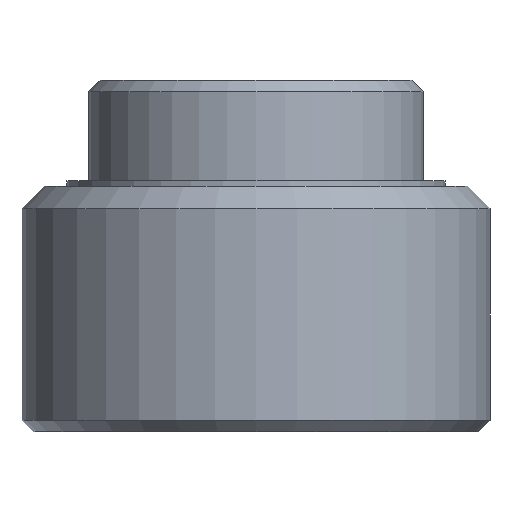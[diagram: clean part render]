
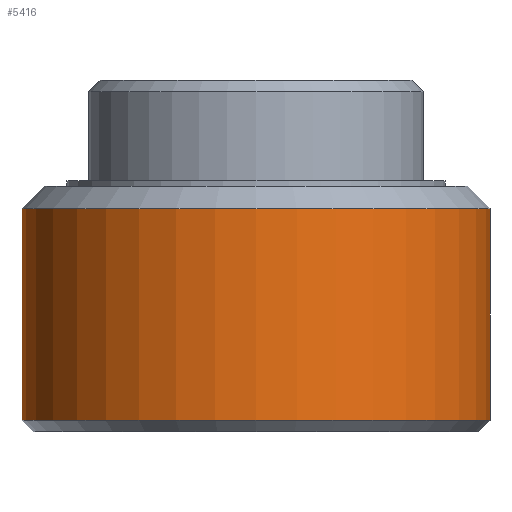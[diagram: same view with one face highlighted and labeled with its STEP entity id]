
A CAD part, front view. The second image highlights one B-rep face of the part: STEP entity #5416.
In plain terms, the highlighted cylindrical face has radius 21 mm (diameter 42 mm), a full revolution.
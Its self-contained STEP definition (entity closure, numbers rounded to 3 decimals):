
#684=FACE_OUTER_BOUND('',#974,.T.);
#974=EDGE_LOOP('',(#4321,#4322,#4323,#4324));
#1279=LINE('',#11567,#1602);
#1602=VECTOR('',#6888,21.);
#1925=CIRCLE('',#5841,21.);
#1926=CIRCLE('',#5843,21.);
#2433=VERTEX_POINT('',#11562);
#2434=VERTEX_POINT('',#11566);
#3235=EDGE_CURVE('',#2433,#2433,#1925,.T.);
#3236=EDGE_CURVE('',#2433,#2434,#1279,.T.);
#3237=EDGE_CURVE('',#2434,#2434,#1926,.T.);
#4321=ORIENTED_EDGE('',*,*,#3235,.F.);
#4322=ORIENTED_EDGE('',*,*,#3236,.T.);
#4323=ORIENTED_EDGE('',*,*,#3237,.F.);
#4324=ORIENTED_EDGE('',*,*,#3236,.F.);
#5165=CYLINDRICAL_SURFACE('',#5842,21.);
#5416=ADVANCED_FACE('',(#684),#5165,.T.);
#5841=AXIS2_PLACEMENT_3D('',#11564,#6884,#6885);
#5842=AXIS2_PLACEMENT_3D('',#11565,#6886,#6887);
#5843=AXIS2_PLACEMENT_3D('',#11568,#6889,#6890);
#6884=DIRECTION('center_axis',(0.,0.,
1.));
#6885=DIRECTION('ref_axis',(-1.,0.,0.));
#6886=DIRECTION('center_axis',(0.,0.,-1.));
#6887=DIRECTION('ref_axis',(-1.,0.,0.));
#6888=DIRECTION('',(0.,0.,-1.));
#6889=DIRECTION('center_axis',(0.,0.,
-1.));
#6890=DIRECTION('ref_axis',(-1.,0.,0.));
#11562=CARTESIAN_POINT('',(101.011,0.,-32.365));
#11564=CARTESIAN_POINT('Origin',(80.011,0.,
-32.365));
#11565=CARTESIAN_POINT('Origin',(80.011,0.,
-43.691));
#11566=CARTESIAN_POINT('',(101.011,0.,-51.365));
#11567=CARTESIAN_POINT('',(101.011,0.,-43.691));
#11568=CARTESIAN_POINT('Origin',(80.011,0.,
-51.365));
